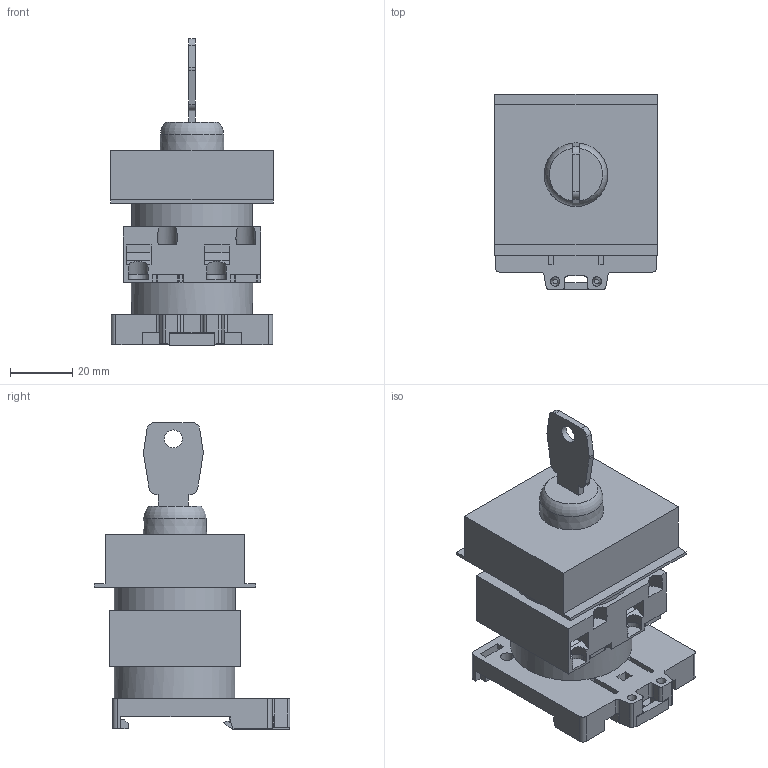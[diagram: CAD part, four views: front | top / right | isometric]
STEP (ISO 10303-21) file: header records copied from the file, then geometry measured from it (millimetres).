
FILE_DESCRIPTION(/* description */ ('STEP AP242','CAx-IF Rec.Pracs.---Representation and Presentation of Product Manufacturing Information (PMI)---4.0---2014-10-13','CAx-IF Rec.Pracs.---3D Tessellated Geometry---0.4---2014-09-14','2;1'),/* implementation_level */ '2;1');
FILE_NAME(/* name */ 'eaton-z_dsa2_01_sl-3d-model',/* time_stamp */ '2024-10-29T11:11:26+01:00',/* author */ ('License CC BY-ND 4.0'),/* organization */ ('CADENAS'),/* preprocessor_version */ 'ST-DEVELOPER v19.3',/* originating_system */ 'PARTsolutions',/* authorisation */ ' ');
FILE_SCHEMA (('AP242_MANAGED_MODEL_BASED_3D_ENGINEERING_MIM_LF { 1 0 10303 442 1 1 4 }'));
Length unit declared in the file: millimetre
Products named in the file (1): 248873
Bounding box: 52.4 x 63 x 98.79 mm (x, y, z)
Volume: 90102.3 mm3; surface area: 37314.4 mm2
Topology: 1 solids, 5 shells, 631 faces, 1690 edges, 1109 vertices
Faces by surface type: plane 462, cylinder 161, cone 6, torus 2
Full cylindrical faces by diameter (mm): 2.5 x1, 3.05 x8, 3.1 x4, 4.2 x5, 5.8 x1, 6 x4, 6.2 x4, 7 x2, 7.5 x2, 12.77 x1, 15.92 x1, 16 x1, 39 x2, 39.5 x1
Entity records: 19374 total; most frequent: CARTESIAN_POINT 3390, DIRECTION 3304, ORIENTED_EDGE 3270, EDGE_CURVE 1635, LINE 1218, VECTOR 1218, VERTEX_POINT 1099, AXIS2_PLACEMENT_3D 1043
